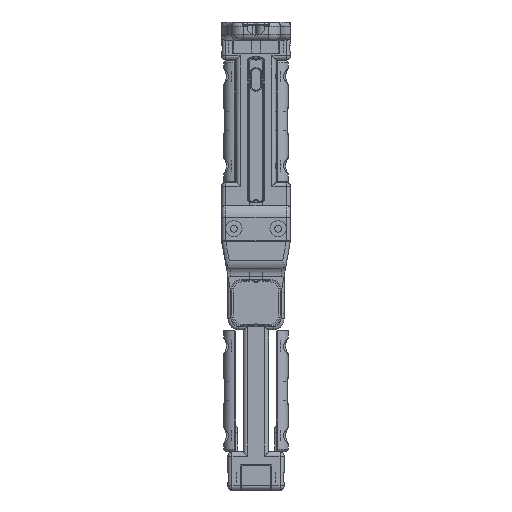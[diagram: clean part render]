
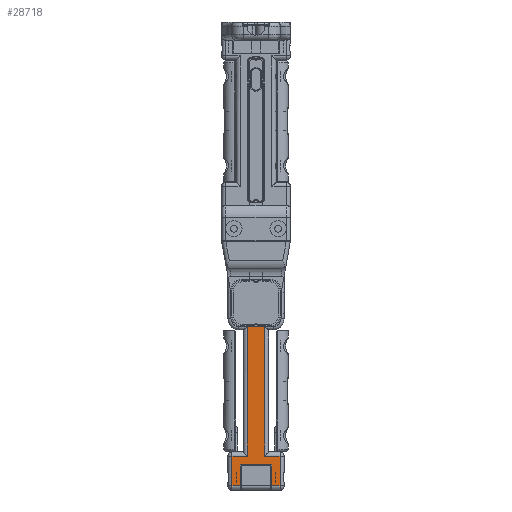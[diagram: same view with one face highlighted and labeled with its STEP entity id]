
A CAD part, left-side view. The second image highlights one B-rep face of the part: STEP entity #28718.
In plain terms, the highlighted planar face has unit normal (-1, 0, 0).
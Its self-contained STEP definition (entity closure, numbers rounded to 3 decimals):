
#1807=PLANE('',#31127);
#2840=FACE_OUTER_BOUND('',#4616,.T.);
#4616=EDGE_LOOP('',(#22150,#22151,#22152,#22153,#22154,#22155,#22156,#22157,
#22158,#22159,#22160,#22161));
#6836=LINE('',#46615,#9356);
#6837=LINE('',#46617,#9357);
#6838=LINE('',#46619,#9358);
#6839=LINE('',#46621,#9359);
#6840=LINE('',#46623,#9360);
#6841=LINE('',#46625,#9361);
#6842=LINE('',#46627,#9362);
#6843=LINE('',#46629,#9363);
#6844=LINE('',#46631,#9364);
#6845=LINE('',#46633,#9365);
#6846=LINE('',#46635,#9366);
#6847=LINE('',#46636,#9367);
#9356=VECTOR('',#36206,10.);
#9357=VECTOR('',#36207,10.);
#9358=VECTOR('',#36208,10.);
#9359=VECTOR('',#36209,10.);
#9360=VECTOR('',#36210,10.);
#9361=VECTOR('',#36211,10.);
#9362=VECTOR('',#36212,10.);
#9363=VECTOR('',#36213,10.);
#9364=VECTOR('',#36214,10.);
#9365=VECTOR('',#36215,10.);
#9366=VECTOR('',#36216,10.);
#9367=VECTOR('',#36217,10.);
#13311=VERTEX_POINT('',#46548);
#13329=VERTEX_POINT('',#46614);
#13330=VERTEX_POINT('',#46616);
#13331=VERTEX_POINT('',#46618);
#13332=VERTEX_POINT('',#46620);
#13333=VERTEX_POINT('',#46622);
#13334=VERTEX_POINT('',#46624);
#13335=VERTEX_POINT('',#46626);
#13336=VERTEX_POINT('',#46628);
#13337=VERTEX_POINT('',#46630);
#13338=VERTEX_POINT('',#46632);
#13339=VERTEX_POINT('',#46634);
#16476=EDGE_CURVE('',#13311,#13329,#6836,.T.);
#16477=EDGE_CURVE('',#13311,#13330,#6837,.T.);
#16478=EDGE_CURVE('',#13331,#13330,#6838,.T.);
#16479=EDGE_CURVE('',#13332,#13331,#6839,.T.);
#16480=EDGE_CURVE('',#13333,#13332,#6840,.T.);
#16481=EDGE_CURVE('',#13334,#13333,#6841,.T.);
#16482=EDGE_CURVE('',#13334,#13335,#6842,.T.);
#16483=EDGE_CURVE('',#13336,#13335,#6843,.T.);
#16484=EDGE_CURVE('',#13337,#13336,#6844,.T.);
#16485=EDGE_CURVE('',#13338,#13337,#6845,.T.);
#16486=EDGE_CURVE('',#13339,#13338,#6846,.T.);
#16487=EDGE_CURVE('',#13329,#13339,#6847,.T.);
#22150=ORIENTED_EDGE('',*,*,#16476,.F.);
#22151=ORIENTED_EDGE('',*,*,#16477,.T.);
#22152=ORIENTED_EDGE('',*,*,#16478,.F.);
#22153=ORIENTED_EDGE('',*,*,#16479,.F.);
#22154=ORIENTED_EDGE('',*,*,#16480,.F.);
#22155=ORIENTED_EDGE('',*,*,#16481,.F.);
#22156=ORIENTED_EDGE('',*,*,#16482,.T.);
#22157=ORIENTED_EDGE('',*,*,#16483,.F.);
#22158=ORIENTED_EDGE('',*,*,#16484,.F.);
#22159=ORIENTED_EDGE('',*,*,#16485,.F.);
#22160=ORIENTED_EDGE('',*,*,#16486,.F.);
#22161=ORIENTED_EDGE('',*,*,#16487,.F.);
#28718=ADVANCED_FACE('',(#2840),#1807,.T.);
#31127=AXIS2_PLACEMENT_3D('',#46613,#36204,#36205);
#36204=DIRECTION('center_axis',(-1.,0.,0.));
#36205=DIRECTION('ref_axis',(0.,-1.,0.));
#36206=DIRECTION('',(0.,0.,-1.));
#36207=DIRECTION('',(0.,1.,0.));
#36208=DIRECTION('',(0.,0.,1.));
#36209=DIRECTION('',(0.,-1.,0.));
#36210=DIRECTION('',(0.,0.,1.));
#36211=DIRECTION('',(0.,1.,0.));
#36212=DIRECTION('',(0.,0.,1.));
#36213=DIRECTION('',(0.,1.,0.));
#36214=DIRECTION('',(0.,0.,1.));
#36215=DIRECTION('',(0.,1.,0.));
#36216=DIRECTION('',(0.,0.,-1.));
#36217=DIRECTION('',(0.,-1.,0.));
#46548=CARTESIAN_POINT('',(-222.7,-4.35,-149.8));
#46613=CARTESIAN_POINT('Origin',(-222.7,8.425,-115.));
#46614=CARTESIAN_POINT('',(-222.7,-4.35,-213.3));
#46615=CARTESIAN_POINT('',(-222.7,-4.35,-148.15));
#46616=CARTESIAN_POINT('',(-222.7,4.35,-149.8));
#46617=CARTESIAN_POINT('',(-222.7,-1.938,-149.8));
#46618=CARTESIAN_POINT('',(-222.7,4.35,-213.3));
#46619=CARTESIAN_POINT('',(-222.7,4.35,-148.15));
#46620=CARTESIAN_POINT('',(-222.7,11.8,-213.3));
#46621=CARTESIAN_POINT('',(-222.7,12.638,-213.3));
#46622=CARTESIAN_POINT('',(-222.7,11.8,-228.));
#46623=CARTESIAN_POINT('',(-222.7,11.8,-172.5));
#46624=CARTESIAN_POINT('',(-222.7,7.75,-228.));
#46625=CARTESIAN_POINT('',(-222.7,9.788,-228.));
#46626=CARTESIAN_POINT('',(-222.7,7.75,-217.7));
#46627=CARTESIAN_POINT('',(-222.7,7.75,-226.925));
#46628=CARTESIAN_POINT('',(-222.7,-7.75,-217.7));
#46629=CARTESIAN_POINT('',(-222.7,2.25,-217.7));
#46630=CARTESIAN_POINT('',(-222.7,-7.75,-228.));
#46631=CARTESIAN_POINT('',(-222.7,-7.75,-226.925));
#46632=CARTESIAN_POINT('',(-222.7,-11.8,-228.));
#46633=CARTESIAN_POINT('',(-222.7,-1.363,-228.));
#46634=CARTESIAN_POINT('',(-222.7,-11.8,-213.3));
#46635=CARTESIAN_POINT('',(-222.7,-11.8,-172.5));
#46636=CARTESIAN_POINT('',(-222.7,-4.212,-213.3));
